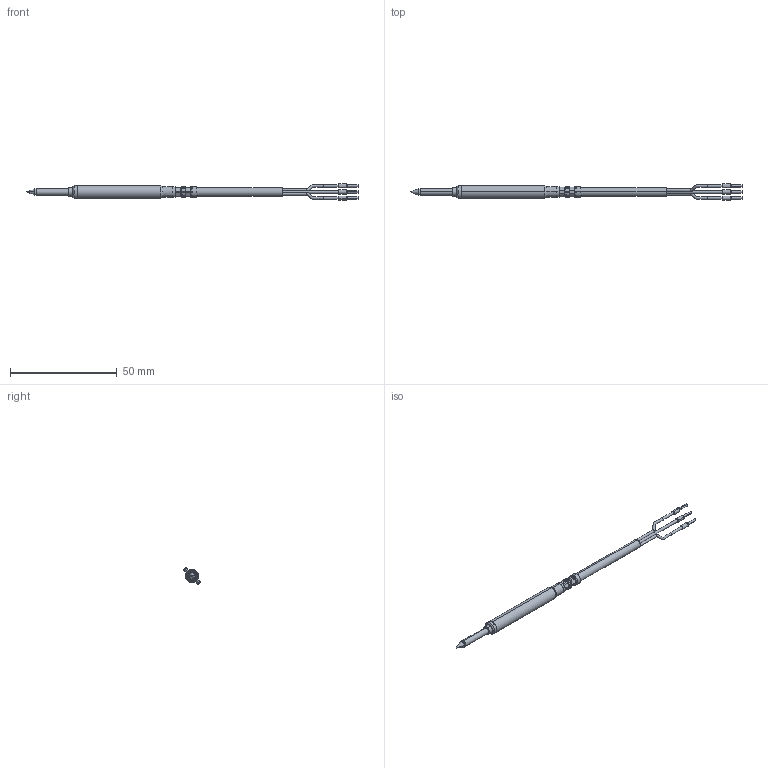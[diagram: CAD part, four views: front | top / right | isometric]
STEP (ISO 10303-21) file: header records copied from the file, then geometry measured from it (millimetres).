
FILE_DESCRIPTION (( 'STEP AP214' ), '1' );
FILE_NAME ('ﾄﾒﾑ294-ﾐﾒ100.ﾂ3.800,2.STEP', '2020-03-05T13:53:40', ( '' ), ( '' ), 'SwSTEP 2.0', 'SolidWorks 2019', '' );
FILE_SCHEMA (( 'AUTOMOTIVE_DESIGN' ));
Length unit declared in the file: millimetre
Products named in the file (8): ﾄﾒﾑ294-ﾐﾒ100.ﾂ3.800,2; 秮鶋罻; Òðóáêà ïåðåä; 弝謹.713751.656; íàêîíå÷íèê êàáåëüíûé DN00206 red111; 侲膰翴籦鴀; Òðóáêà õâîñò; 忺摎錪
Assembly tree (9 placements, depth 2):
  ﾄﾒﾑ294-ﾐﾒ100.ﾂ3.800,2
    秮鶋罻
    弝謹.713751.656
    侲膰翴籦鴀
    Òðóáêà õâîñò
    Òðóáêà ïåðåä
    忺摎錪
    íàêîíå÷íèê êàáåëüíûé DN00206 red111  x3
Bounding box: 155.46 x 7.54 x 7.57 mm (x, y, z)
Volume: 1365.1 mm3; surface area: 3757.4 mm2
Topology: 11 solids, 11 shells, 179 faces, 402 edges, 247 vertices
Faces by surface type: cylinder 74, plane 61, torus 20, cone 16, bspline 8
Entity records: 5296 total; most frequent: CARTESIAN_POINT 1614, DIRECTION 712, ORIENTED_EDGE 688, EDGE_CURVE 344, AXIS2_PLACEMENT_3D 301, VERTEX_POINT 215, EDGE_LOOP 163, ADVANCED_FACE 151
